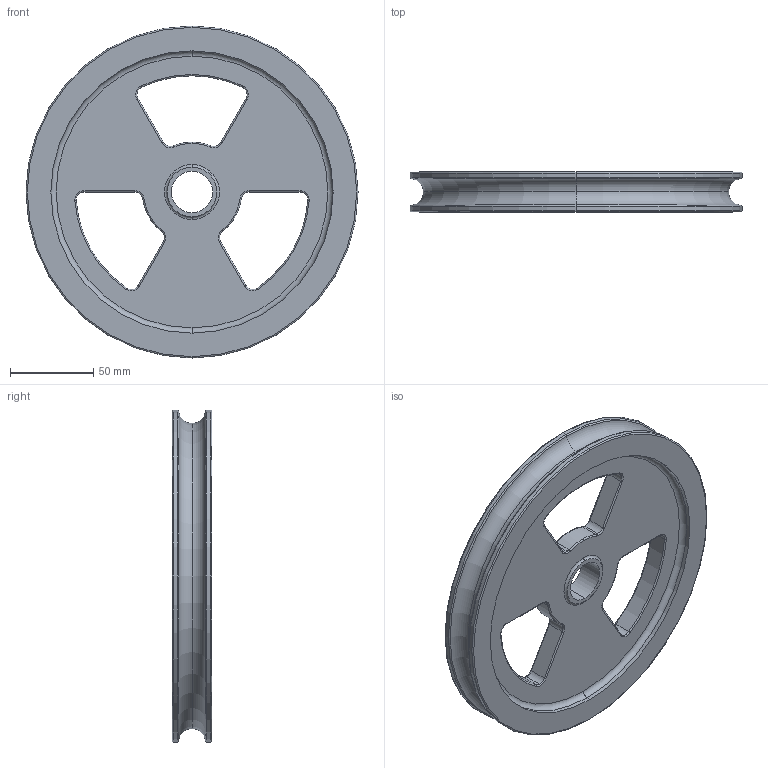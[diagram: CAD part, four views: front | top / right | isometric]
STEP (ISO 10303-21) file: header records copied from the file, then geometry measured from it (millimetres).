
FILE_DESCRIPTION (( 'STEP AP214' ), '1' );
FILE_NAME ('Pulley.STEP', '2020-04-24T17:50:37', ( '' ), ( '' ), 'SwSTEP 2.0', 'SolidWorks 2017', '' );
FILE_SCHEMA (( 'AUTOMOTIVE_DESIGN' ));
Length unit declared in the file: millimetre
Products named in the file (1): Pulley
Bounding box: 200 x 24 x 200 mm (x, y, z)
Volume: 351583.7 mm3; surface area: 80869.4 mm2
Topology: 1 solids, 1 shells, 117 faces, 264 edges, 153 vertices
Faces by surface type: torus 62, cylinder 43, plane 12
Entity records: 3359 total; most frequent: DIRECTION 703, CARTESIAN_POINT 535, ORIENTED_EDGE 528, AXIS2_PLACEMENT_3D 321, EDGE_CURVE 264, CIRCLE 203, VERTEX_POINT 153, EDGE_LOOP 129
